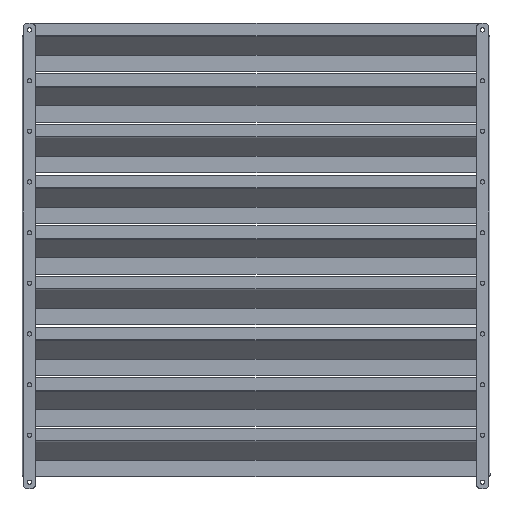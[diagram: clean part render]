
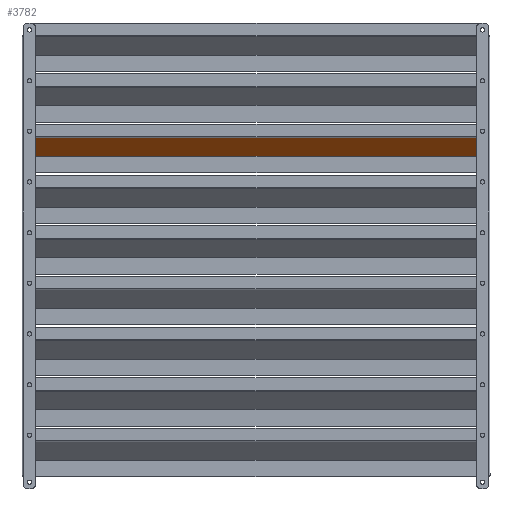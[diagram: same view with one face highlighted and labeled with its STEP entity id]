
A CAD part, top view. The second image highlights one B-rep face of the part: STEP entity #3782.
In plain terms, the highlighted planar face has unit normal (0, -0.707, 0.707).
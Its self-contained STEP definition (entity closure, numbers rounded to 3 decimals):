
#147 = CARTESIAN_POINT ( 'NONE',  ( 0., -15.8, 0.331 ) ) ;
#411 = CARTESIAN_POINT ( 'NONE',  ( 546., -15.8, 0.331 ) ) ;
#763 = EDGE_CURVE ( 'NONE', #1302, #2166, #5108, .T. ) ;
#1006 = VECTOR ( 'NONE', #3511, 1000. ) ;
#1073 = ORIENTED_EDGE ( 'NONE', *, *, #763, .F. ) ;
#1302 = VERTEX_POINT ( 'NONE', #5870 ) ;
#1720 = CARTESIAN_POINT ( 'NONE',  ( 546., -37.017, -20.886 ) ) ;
#1779 = ORIENTED_EDGE ( 'NONE', *, *, #1865, .F. ) ;
#1865 = EDGE_CURVE ( 'Kenar12', #4948, #1302, #3244, .T. ) ;
#2166 = VERTEX_POINT ( 'NONE', #4668 ) ;
#2289 = CARTESIAN_POINT ( 'NONE',  ( 546., -15.566, 0.566 ) ) ;
#2692 = CARTESIAN_POINT ( 'NONE',  ( 546., -15.566, 0.566 ) ) ;
#2712 = AXIS2_PLACEMENT_3D ( 'NONE', #2289, #5685, #2924 ) ;
#2924 = DIRECTION ( 'NONE',  ( 0., 0.707, 0.707 ) ) ;
#2965 = LINE ( 'NONE', #3369, #1006 ) ;
#3244 = LINE ( 'NONE', #2692, #5306 ) ;
#3349 = DIRECTION ( 'NONE',  ( 0., -0.707, -0.707 ) ) ;
#3369 = CARTESIAN_POINT ( 'NONE',  ( 546., -15.8, 0.331 ) ) ;
#3511 = DIRECTION ( 'NONE',  ( -1., 0., 0. ) ) ;
#3701 = EDGE_CURVE ( 'Kenar4', #4948, #5190, #2965, .T. ) ;
#3782 = ADVANCED_FACE ( 'NONE', ( #6238 ), #6807, .F. ) ;
#3825 = EDGE_CURVE ( 'Kenar14', #5190, #2166, #4734, .T. ) ;
#4085 = ORIENTED_EDGE ( 'NONE', *, *, #3701, .T. ) ;
#4668 = CARTESIAN_POINT ( 'NONE',  ( 0., -37.017, -20.886 ) ) ;
#4734 = LINE ( 'NONE', #5248, #6760 ) ;
#4933 = VECTOR ( 'NONE', #5032, 1000. ) ;
#4948 = VERTEX_POINT ( 'NONE', #411 ) ;
#5032 = DIRECTION ( 'NONE',  ( -1., 0., 0. ) ) ;
#5108 = LINE ( 'NONE', #1720, #4933 ) ;
#5190 = VERTEX_POINT ( 'NONE', #147 ) ;
#5248 = CARTESIAN_POINT ( 'NONE',  ( 0., -15.566, 0.566 ) ) ;
#5269 = ORIENTED_EDGE ( 'NONE', *, *, #3825, .T. ) ;
#5306 = VECTOR ( 'NONE', #3349, 1000. ) ;
#5364 = EDGE_LOOP ( 'NONE', ( #5269, #1073, #1779, #4085 ) ) ;
#5685 = DIRECTION ( 'NONE',  ( 0., 0.707, -0.707 ) ) ;
#5870 = CARTESIAN_POINT ( 'NONE',  ( 546., -37.017, -20.886 ) ) ;
#5907 = DIRECTION ( 'NONE',  ( 0., -0.707, -0.707 ) ) ;
#6238 = FACE_OUTER_BOUND ( 'NONE', #5364, .T. ) ;
#6760 = VECTOR ( 'NONE', #5907, 1000. ) ;
#6807 = PLANE ( 'NONE',  #2712 ) ;
